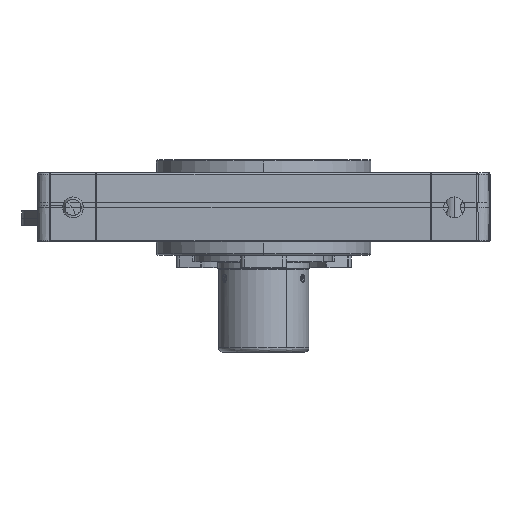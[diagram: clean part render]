
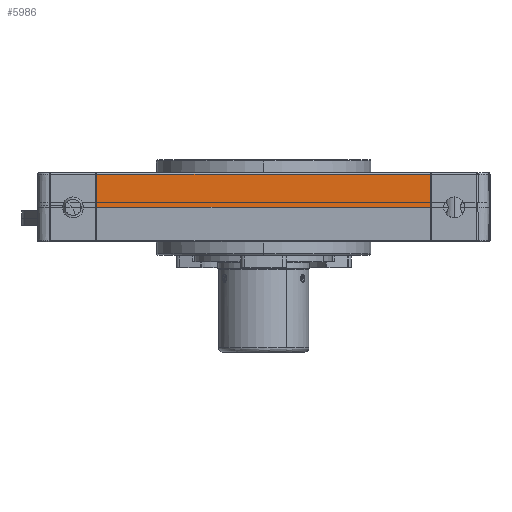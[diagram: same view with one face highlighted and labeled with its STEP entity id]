
A CAD part, left-side view. The second image highlights one B-rep face of the part: STEP entity #5986.
In plain terms, the highlighted planar face has unit normal (-1, 0, 0.018).
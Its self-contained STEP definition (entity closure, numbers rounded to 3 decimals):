
#114 = CARTESIAN_POINT ( 'NONE',  ( -94.569, -70., 14.501 ) ) ;
#684 =( BOUNDED_CURVE ( )  B_SPLINE_CURVE ( 3, ( #13506, #18977, #114, #2962 ),
 .UNSPECIFIED., .F., .T. ) 
 B_SPLINE_CURVE_WITH_KNOTS ( ( 4, 4 ),
 ( 4.301, 4.712 ),
 .UNSPECIFIED. ) 
 CURVE ( )  GEOMETRIC_REPRESENTATION_ITEM ( )  RATIONAL_B_SPLINE_CURVE ( ( 1., 0.986, 0.986, 1. ) ) 
 REPRESENTATION_ITEM ( '' )  );
#1128 = CARTESIAN_POINT ( 'NONE',  ( -94.5, 70., 18.458 ) ) ;
#1297 = ORIENTED_EDGE ( 'NONE', *, *, #25713, .T. ) ;
#2962 = CARTESIAN_POINT ( 'NONE',  ( -94.5, -70., 18.458 ) ) ;
#3067 = CARTESIAN_POINT ( 'NONE',  ( -94.455, 70., 21.009 ) ) ;
#3268 = VECTOR ( 'NONE', #17593, 1000. ) ;
#3432 = CARTESIAN_POINT ( 'NONE',  ( -94.456, 70., 21.006 ) ) ;
#3647 = LINE ( 'NONE', #21008, #25047 ) ;
#4768 = LINE ( 'NONE', #32024, #8565 ) ;
#5146 = EDGE_CURVE ( 'NONE', #7844, #31266, #684, .T. ) ;
#5299 = CARTESIAN_POINT ( 'NONE',  ( -94.456, -70., 21.006 ) ) ;
#5439 = ORIENTED_EDGE ( 'NONE', *, *, #22071, .T. ) ;
#5782 = ORIENTED_EDGE ( 'NONE', *, *, #16235, .F. ) ;
#5980 = CARTESIAN_POINT ( 'NONE',  ( -94.7, 70.042, 7. ) ) ;
#5986 = ADVANCED_FACE ( 'NONE', ( #27450 ), #12735, .T. ) ;
#6046 = CARTESIAN_POINT ( 'NONE',  ( -94.456, -70., 21. ) ) ;
#6243 = CARTESIAN_POINT ( 'NONE',  ( -94.7, 70.042, 7. ) ) ;
#6353 = CARTESIAN_POINT ( 'NONE',  ( -94.569, 70., 14.501 ) ) ;
#7786 = VERTEX_POINT ( 'NONE', #11797 ) ;
#7844 = VERTEX_POINT ( 'NONE', #12511 ) ;
#8308 = ORIENTED_EDGE ( 'NONE', *, *, #12123, .T. ) ;
#8565 = VECTOR ( 'NONE', #15904, 1000. ) ;
#8812 = AXIS2_PLACEMENT_3D ( 'NONE', #18226, #10251, #29095 ) ;
#8937 = CARTESIAN_POINT ( 'NONE',  ( -94.455, 70., 21.009 ) ) ;
#8990 = CARTESIAN_POINT ( 'NONE',  ( -94.456, 70., 21.003 ) ) ;
#9220 = CARTESIAN_POINT ( 'NONE',  ( -94.456, 70., 21. ) ) ;
#9691 = VERTEX_POINT ( 'NONE', #6046 ) ;
#10251 = DIRECTION ( 'NONE',  ( -1., 0., 0.017 ) ) ;
#10537 = EDGE_CURVE ( 'NONE', #31266, #9691, #4768, .T. ) ;
#10628 = VERTEX_POINT ( 'NONE', #5980 ) ;
#10844 = EDGE_CURVE ( 'NONE', #24637, #34099, #31677, .T. ) ;
#10891 = CARTESIAN_POINT ( 'NONE',  ( -94.5, -70., 18.458 ) ) ;
#11797 = CARTESIAN_POINT ( 'NONE',  ( -94.5, 70., 18.458 ) ) ;
#12123 = EDGE_CURVE ( 'NONE', #10628, #7844, #34441, .T. ) ;
#12213 = CARTESIAN_POINT ( 'NONE',  ( -94.7, 0., 7. ) ) ;
#12338 = VECTOR ( 'NONE', #33494, 1000. ) ;
#12503 = ORIENTED_EDGE ( 'NONE', *, *, #10537, .T. ) ;
#12511 = CARTESIAN_POINT ( 'NONE',  ( -94.7, -70.042, 7. ) ) ;
#12627 =( BOUNDED_CURVE ( )  B_SPLINE_CURVE ( 3, ( #1128, #6353, #14495, #6243 ),
 .UNSPECIFIED., .F., .F. ) 
 B_SPLINE_CURVE_WITH_KNOTS ( ( 4, 4 ),
 ( 4.712, 5.124 ),
 .UNSPECIFIED. ) 
 CURVE ( )  GEOMETRIC_REPRESENTATION_ITEM ( )  RATIONAL_B_SPLINE_CURVE ( ( 1., 0.986, 0.986, 1. ) ) 
 REPRESENTATION_ITEM ( '' )  );
#12735 = PLANE ( 'NONE',  #8812 ) ;
#13117 = CARTESIAN_POINT ( 'NONE',  ( -94.456, -70., 21.003 ) ) ;
#13384 = VERTEX_POINT ( 'NONE', #9220 ) ;
#13506 = CARTESIAN_POINT ( 'NONE',  ( -94.7, -70.042, 7. ) ) ;
#14495 = CARTESIAN_POINT ( 'NONE',  ( -94.637, 70.014, 10.627 ) ) ;
#15378 = CARTESIAN_POINT ( 'NONE',  ( -94.455, -70., 21.009 ) ) ;
#15904 = DIRECTION ( 'NONE',  ( 0.017, 0., 1. ) ) ;
#16141 = CARTESIAN_POINT ( 'NONE',  ( -94.456, -70., 21. ) ) ;
#16235 = EDGE_CURVE ( 'NONE', #7786, #13384, #3647, .T. ) ;
#16856 = CARTESIAN_POINT ( 'NONE',  ( -94.456, 70., 21. ) ) ;
#17593 = DIRECTION ( 'NONE',  ( 0., -1., 0. ) ) ;
#17829 = ORIENTED_EDGE ( 'NONE', *, *, #5146, .T. ) ;
#18226 = CARTESIAN_POINT ( 'NONE',  ( -94.7, 0., 7. ) ) ;
#18707 = CARTESIAN_POINT ( 'NONE',  ( -94.455, -70., 21.009 ) ) ;
#18816 = ORIENTED_EDGE ( 'NONE', *, *, #10844, .T. ) ;
#18977 = CARTESIAN_POINT ( 'NONE',  ( -94.637, -70.014, 10.627 ) ) ;
#21008 = CARTESIAN_POINT ( 'NONE',  ( -94.7, 70., 7. ) ) ;
#22071 = EDGE_CURVE ( 'NONE', #34099, #13384, #34738, .T. ) ;
#23522 = DIRECTION ( 'NONE',  ( 0.017, 0., 1. ) ) ;
#24637 = VERTEX_POINT ( 'NONE', #15378 ) ;
#25047 = VECTOR ( 'NONE', #23522, 1000. ) ;
#25127 = CARTESIAN_POINT ( 'NONE',  ( -94.455, 70., 21.009 ) ) ;
#25713 = EDGE_CURVE ( 'NONE', #9691, #24637, #30715, .T. ) ;
#26631 = EDGE_CURVE ( 'NONE', #7786, #10628, #12627, .T. ) ;
#27450 = FACE_OUTER_BOUND ( 'NONE', #29541, .T. ) ;
#28231 = ORIENTED_EDGE ( 'NONE', *, *, #26631, .T. ) ;
#29095 = DIRECTION ( 'NONE',  ( 0.017, 0., 1. ) ) ;
#29541 = EDGE_LOOP ( 'NONE', ( #1297, #18816, #5439, #5782, #28231, #8308, #17829, #12503 ) ) ;
#30715 =( BOUNDED_CURVE ( )  B_SPLINE_CURVE ( 3, ( #16141, #13117, #5299, #18707 ),
 .UNSPECIFIED., .F., .F. ) 
 B_SPLINE_CURVE_WITH_KNOTS ( ( 4, 4 ),
 ( 1.571, 1.588 ),
 .UNSPECIFIED. ) 
 CURVE ( )  GEOMETRIC_REPRESENTATION_ITEM ( )  RATIONAL_B_SPLINE_CURVE ( ( 1., 1., 1., 1. ) ) 
 REPRESENTATION_ITEM ( '' )  );
#31266 = VERTEX_POINT ( 'NONE', #10891 ) ;
#31677 = LINE ( 'NONE', #8937, #12338 ) ;
#32024 = CARTESIAN_POINT ( 'NONE',  ( -94.7, -70., 7. ) ) ;
#33494 = DIRECTION ( 'NONE',  ( 0., 1., 0. ) ) ;
#34099 = VERTEX_POINT ( 'NONE', #3067 ) ;
#34441 = LINE ( 'NONE', #12213, #3268 ) ;
#34738 =( BOUNDED_CURVE ( )  B_SPLINE_CURVE ( 3, ( #25127, #3432, #8990, #16856 ),
 .UNSPECIFIED., .F., .F. ) 
 B_SPLINE_CURVE_WITH_KNOTS ( ( 4, 4 ),
 ( 1.553, 1.571 ),
 .UNSPECIFIED. ) 
 CURVE ( )  GEOMETRIC_REPRESENTATION_ITEM ( )  RATIONAL_B_SPLINE_CURVE ( ( 1., 1., 1., 1. ) ) 
 REPRESENTATION_ITEM ( '' )  );
